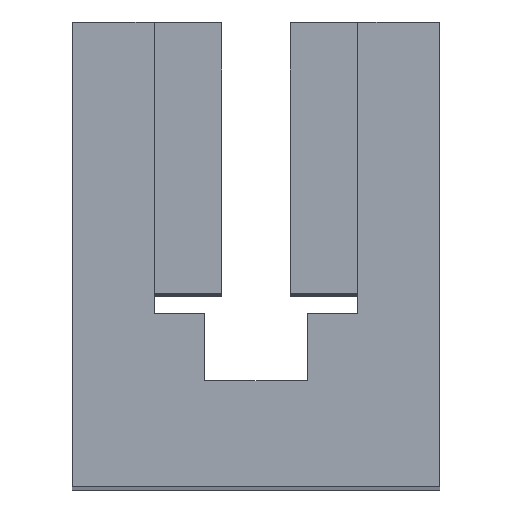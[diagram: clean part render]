
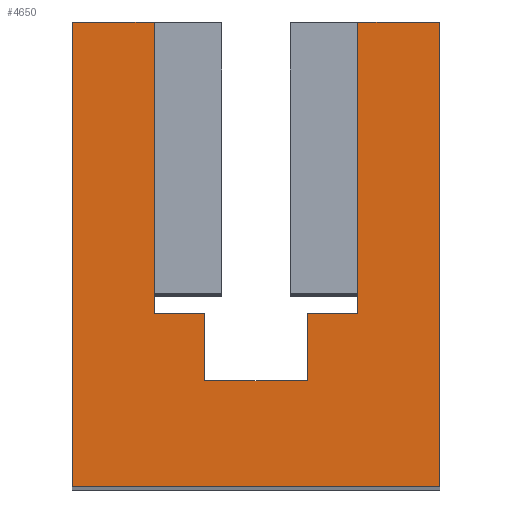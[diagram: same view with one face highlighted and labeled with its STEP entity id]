
A CAD part, top view. The second image highlights one B-rep face of the part: STEP entity #4650.
In plain terms, the highlighted planar face has unit normal (0, 0, 1).
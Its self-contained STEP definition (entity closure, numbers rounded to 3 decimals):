
#25 = ORIENTED_EDGE ( 'NONE', *, *, #3442, .T. ) ;
#102 = VECTOR ( 'NONE', #597, 1000. ) ;
#136 = LINE ( 'NONE', #1581, #3931 ) ;
#152 = CARTESIAN_POINT ( 'NONE',  ( 0., 0., 0. ) ) ;
#155 = CARTESIAN_POINT ( 'NONE',  ( -10.55, 48.2, 0. ) ) ;
#203 = CARTESIAN_POINT ( 'NONE',  ( -10.55, 18., 0. ) ) ;
#259 = CARTESIAN_POINT ( 'NONE',  ( -5.3, 18., 0. ) ) ;
#327 = DIRECTION ( 'NONE',  ( 0., -1., 0. ) ) ;
#335 = CARTESIAN_POINT ( 'NONE',  ( 10.55, 18., 0. ) ) ;
#350 = CARTESIAN_POINT ( 'NONE',  ( 5.3, 18., 0. ) ) ;
#412 = ORIENTED_EDGE ( 'NONE', *, *, #3244, .T. ) ;
#433 = CARTESIAN_POINT ( 'NONE',  ( -5.3, 11., 0. ) ) ;
#597 = DIRECTION ( 'NONE',  ( 0., 1., 0. ) ) ;
#636 = ORIENTED_EDGE ( 'NONE', *, *, #3588, .T. ) ;
#648 = VECTOR ( 'NONE', #3950, 1000. ) ;
#790 = CARTESIAN_POINT ( 'NONE',  ( -10.55, 48.2, 0. ) ) ;
#839 = VERTEX_POINT ( 'NONE', #350 ) ;
#889 = VECTOR ( 'NONE', #4720, 1000. ) ;
#894 = FACE_OUTER_BOUND ( 'NONE', #3022, .T. ) ;
#918 = LINE ( 'NONE', #1665, #889 ) ;
#1067 = LINE ( 'NONE', #2238, #2365 ) ;
#1086 = LINE ( 'NONE', #2583, #1207 ) ;
#1111 = DIRECTION ( 'NONE',  ( -1., 0., 0. ) ) ;
#1206 = DIRECTION ( 'NONE',  ( 0., 0., -1. ) ) ;
#1207 = VECTOR ( 'NONE', #327, 1000. ) ;
#1282 = ORIENTED_EDGE ( 'NONE', *, *, #2572, .T. ) ;
#1301 = VERTEX_POINT ( 'NONE', #4586 ) ;
#1361 = CARTESIAN_POINT ( 'NONE',  ( -10.55, 18., 0. ) ) ;
#1370 = EDGE_CURVE ( 'NONE', #1373, #2851, #1928, .T. ) ;
#1373 = VERTEX_POINT ( 'NONE', #3086 ) ;
#1546 = DIRECTION ( 'NONE',  ( -1., 0., 0. ) ) ;
#1581 = CARTESIAN_POINT ( 'NONE',  ( -5.3, 11., 0. ) ) ;
#1598 = VECTOR ( 'NONE', #1546, 1000. ) ;
#1633 = VERTEX_POINT ( 'NONE', #2222 ) ;
#1651 = CARTESIAN_POINT ( 'NONE',  ( 10.55, 18., 0. ) ) ;
#1665 = CARTESIAN_POINT ( 'NONE',  ( 19.05, 0., 0. ) ) ;
#1742 = CARTESIAN_POINT ( 'NONE',  ( 10.55, 18., 0. ) ) ;
#1747 = VERTEX_POINT ( 'NONE', #433 ) ;
#1907 = VECTOR ( 'NONE', #3857, 1000. ) ;
#1928 = LINE ( 'NONE', #1651, #2610 ) ;
#1987 = ORIENTED_EDGE ( 'NONE', *, *, #3540, .T. ) ;
#1990 = CARTESIAN_POINT ( 'NONE',  ( 10.55, 48.2, 0. ) ) ;
#2036 = CARTESIAN_POINT ( 'NONE',  ( 19.05, 48.2, 0. ) ) ;
#2109 = DIRECTION ( 'NONE',  ( -1., 0., 0. ) ) ;
#2114 = CARTESIAN_POINT ( 'NONE',  ( 19.05, 48.2, 0. ) ) ;
#2222 = CARTESIAN_POINT ( 'NONE',  ( 19.05, 0., 0. ) ) ;
#2238 = CARTESIAN_POINT ( 'NONE',  ( -19.05, 48.2, 0. ) ) ;
#2254 = ORIENTED_EDGE ( 'NONE', *, *, #3973, .T. ) ;
#2258 = CARTESIAN_POINT ( 'NONE',  ( -19.05, 0., 0. ) ) ;
#2361 = LINE ( 'NONE', #155, #1907 ) ;
#2365 = VECTOR ( 'NONE', #1111, 1000. ) ;
#2372 = VECTOR ( 'NONE', #2109, 1000. ) ;
#2377 = DIRECTION ( 'NONE',  ( -1., 0., 0. ) ) ;
#2383 = VECTOR ( 'NONE', #3711, 1000. ) ;
#2407 = LINE ( 'NONE', #1742, #2372 ) ;
#2479 = LINE ( 'NONE', #4264, #648 ) ;
#2488 = ORIENTED_EDGE ( 'NONE', *, *, #4238, .T. ) ;
#2572 = EDGE_CURVE ( 'NONE', #4449, #1747, #136, .T. ) ;
#2583 = CARTESIAN_POINT ( 'NONE',  ( 5.3, 18., 0. ) ) ;
#2586 = LINE ( 'NONE', #2258, #2383 ) ;
#2594 = VERTEX_POINT ( 'NONE', #3860 ) ;
#2610 = VECTOR ( 'NONE', #3425, 1000. ) ;
#2756 = VECTOR ( 'NONE', #2377, 1000. ) ;
#2851 = VERTEX_POINT ( 'NONE', #335 ) ;
#2872 = ORIENTED_EDGE ( 'NONE', *, *, #4830, .T. ) ;
#3022 = EDGE_LOOP ( 'NONE', ( #4358, #3873, #1987, #4252, #3987, #25, #2872, #1282, #636, #2254, #2488, #412 ) ) ;
#3086 = CARTESIAN_POINT ( 'NONE',  ( 10.55, 48.2, 0. ) ) ;
#3171 = LINE ( 'NONE', #2036, #102 ) ;
#3244 = EDGE_CURVE ( 'NONE', #3331, #1301, #1067, .T. ) ;
#3331 = VERTEX_POINT ( 'NONE', #790 ) ;
#3425 = DIRECTION ( 'NONE',  ( 0., -1., 0. ) ) ;
#3442 = EDGE_CURVE ( 'NONE', #2851, #839, #2407, .T. ) ;
#3472 = DIRECTION ( 'NONE',  ( -1., 0., 0. ) ) ;
#3488 = PLANE ( 'NONE',  #4798 ) ;
#3497 = EDGE_CURVE ( 'NONE', #2594, #1633, #918, .T. ) ;
#3510 = DIRECTION ( 'NONE',  ( -1., 0., 0. ) ) ;
#3527 = LINE ( 'NONE', #1361, #2756 ) ;
#3536 = VERTEX_POINT ( 'NONE', #203 ) ;
#3540 = EDGE_CURVE ( 'NONE', #1633, #4332, #3171, .T. ) ;
#3588 = EDGE_CURVE ( 'NONE', #1747, #4354, #2479, .T. ) ;
#3711 = DIRECTION ( 'NONE',  ( 0., -1., 0. ) ) ;
#3823 = LINE ( 'NONE', #1990, #1598 ) ;
#3857 = DIRECTION ( 'NONE',  ( 0., 1., 0. ) ) ;
#3860 = CARTESIAN_POINT ( 'NONE',  ( -19.05, 0., 0. ) ) ;
#3873 = ORIENTED_EDGE ( 'NONE', *, *, #3497, .T. ) ;
#3931 = VECTOR ( 'NONE', #3472, 1000. ) ;
#3950 = DIRECTION ( 'NONE',  ( 0., 1., 0. ) ) ;
#3973 = EDGE_CURVE ( 'NONE', #4354, #3536, #3527, .T. ) ;
#3987 = ORIENTED_EDGE ( 'NONE', *, *, #1370, .T. ) ;
#4238 = EDGE_CURVE ( 'NONE', #3536, #3331, #2361, .T. ) ;
#4252 = ORIENTED_EDGE ( 'NONE', *, *, #4626, .T. ) ;
#4264 = CARTESIAN_POINT ( 'NONE',  ( -5.3, 18., 0. ) ) ;
#4332 = VERTEX_POINT ( 'NONE', #2114 ) ;
#4354 = VERTEX_POINT ( 'NONE', #259 ) ;
#4358 = ORIENTED_EDGE ( 'NONE', *, *, #4424, .T. ) ;
#4424 = EDGE_CURVE ( 'NONE', #1301, #2594, #2586, .T. ) ;
#4449 = VERTEX_POINT ( 'NONE', #4819 ) ;
#4586 = CARTESIAN_POINT ( 'NONE',  ( -19.05, 48.2, 0. ) ) ;
#4626 = EDGE_CURVE ( 'NONE', #4332, #1373, #3823, .T. ) ;
#4650 = ADVANCED_FACE ( 'NONE', ( #894 ), #3488, .F. ) ;
#4720 = DIRECTION ( 'NONE',  ( 1., 0., 0. ) ) ;
#4798 = AXIS2_PLACEMENT_3D ( 'NONE', #152, #1206, #3510 ) ;
#4819 = CARTESIAN_POINT ( 'NONE',  ( 5.3, 11., 0. ) ) ;
#4830 = EDGE_CURVE ( 'NONE', #839, #4449, #1086, .T. ) ;
